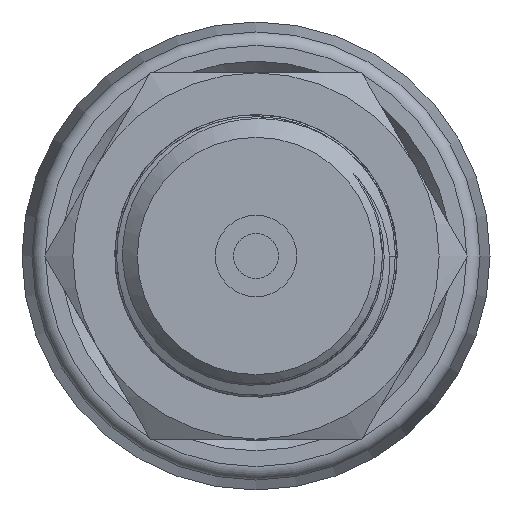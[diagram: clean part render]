
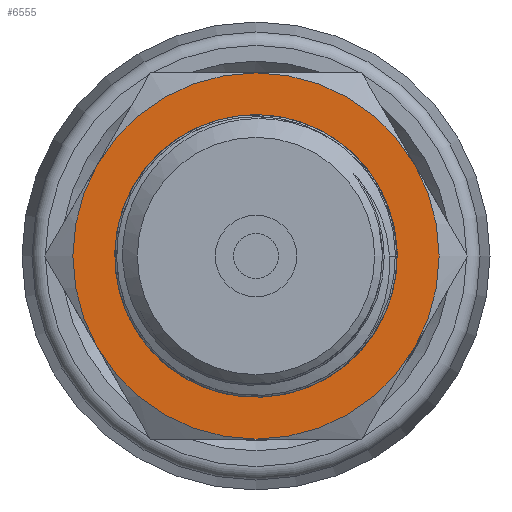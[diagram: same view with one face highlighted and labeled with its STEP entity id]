
A CAD part, left-side view. The second image highlights one B-rep face of the part: STEP entity #6555.
In plain terms, the highlighted planar face has unit normal (-1, 0, 0).
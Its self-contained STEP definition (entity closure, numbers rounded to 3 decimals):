
#339=PLANE('',#6881);
#369=FACE_BOUND('',#1147,.T.);
#760=FACE_OUTER_BOUND('',#1146,.T.);
#1146=EDGE_LOOP('',(#6123));
#1147=EDGE_LOOP('',(#6124));
#1295=CIRCLE('',#6871,10.);
#1297=CIRCLE('',#6879,13.5);
#3148=VERTEX_POINT('',#25560);
#3149=VERTEX_POINT('',#27414);
#4134=EDGE_CURVE('',#3148,#3148,#1295,.T.);
#4142=EDGE_CURVE('',#3149,#3149,#1297,.T.);
#6123=ORIENTED_EDGE('',*,*,#4142,.F.);
#6124=ORIENTED_EDGE('',*,*,#4134,.T.);
#6555=ADVANCED_FACE('',(#760,#369),#339,.T.);
#6871=AXIS2_PLACEMENT_3D('',#25561,#7794,#7795);
#6879=AXIS2_PLACEMENT_3D('',#27416,#7813,#7814);
#6881=AXIS2_PLACEMENT_3D('',#27418,#7817,#7818);
#7794=DIRECTION('center_axis',(1.,0.,0.));
#7795=DIRECTION('ref_axis',(0.,0.,-1.));
#7813=DIRECTION('center_axis',(1.,0.,0.));
#7814=DIRECTION('ref_axis',(0.,0.,-1.));
#7817=DIRECTION('center_axis',(-1.,0.,0.));
#7818=DIRECTION('ref_axis',(0.,0.,1.));
#25560=CARTESIAN_POINT('',(-47.,0.,10.));
#25561=CARTESIAN_POINT('Origin',(-47.,0.,0.));
#27414=CARTESIAN_POINT('',(-47.,-13.5,0.));
#27416=CARTESIAN_POINT('Origin',(-47.,0.,0.));
#27418=CARTESIAN_POINT('Origin',(-47.,13.5,0.));
